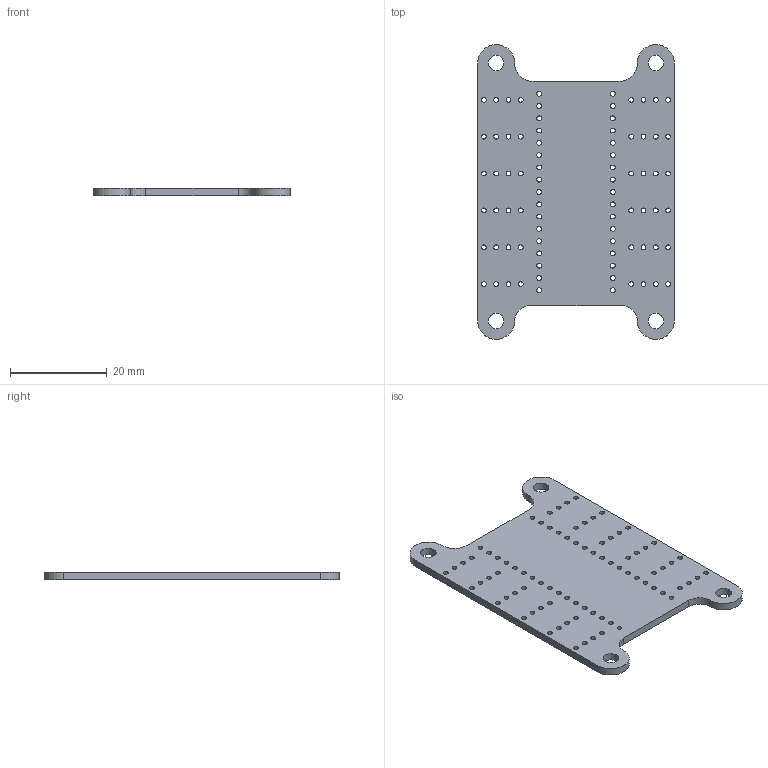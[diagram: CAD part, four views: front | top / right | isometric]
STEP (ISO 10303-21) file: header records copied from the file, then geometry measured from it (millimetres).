
FILE_DESCRIPTION(('KiCad electronic assembly'),'2;1');
FILE_NAME('micro-carrier.step','2024-06-06T18:54:05',('Pcbnew'),('Kicad' ),'Open CASCADE STEP processor 7.6','KiCad to STEP converter', 'Unknown');
FILE_SCHEMA(('AUTOMOTIVE_DESIGN { 1 0 10303 214 1 1 1 1 }'));
Length unit declared in the file: millimetre
Products named in the file (2): micro-carrier 1; micro-carrier-flp_PCB
Assembly tree (1 placements, depth 2):
  micro-carrier 1
    micro-carrier-flp_PCB
Bounding box: 40.64 x 60.96 x 1.6 mm (x, y, z)
Volume: 3192.8 mm3; surface area: 4808.9 mm2
Topology: 1 solids, 1 shells, 103 faces, 303 edges, 202 vertices
Faces by surface type: cylinder 94, plane 9
Full cylindrical faces by diameter (mm): 1 x82, 3.2 x4
Entity records: 3926 total; most frequent: DIRECTION 701, CARTESIAN_POINT 610, ORIENTED_EDGE 606, EDGE_CURVE 303, AXIS2_PLACEMENT_3D 293, FACE_BOUND 275, EDGE_LOOP 275, VERTEX_POINT 202
